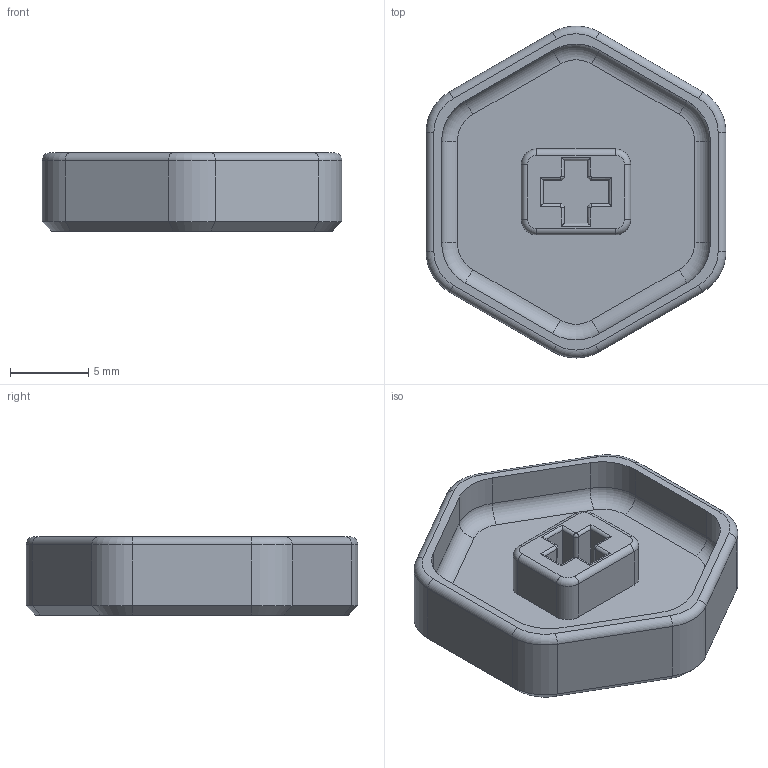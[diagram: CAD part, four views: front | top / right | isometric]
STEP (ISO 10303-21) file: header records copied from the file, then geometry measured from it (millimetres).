
FILE_DESCRIPTION(/* description */ (''),/* implementation_level */ '2;1');
FILE_NAME(/* name */ 'cover-load v1.step',/* time_stamp */ '2020-02-04T10:27:29+01:00',/* author */ (''),/* organization */ (''),/* preprocessor_version */ 'ST-DEVELOPER v18',/* originating_system */ 'Autodesk Translation Framework v8.12.0.6',/* authorisation */ '');
FILE_SCHEMA (('AUTOMOTIVE_DESIGN { 1 0 10303 214 3 1 1 }'));
Length unit declared in the file: millimetre
Products named in the file (1): cover-load
Bounding box: 19.2 x 21.24 x 5 mm (x, y, z)
Volume: 861.9 mm3; surface area: 1217 mm2
Topology: 1 solids, 1 shells, 130 faces, 312 edges, 188 vertices
Faces by surface type: plane 49, cylinder 48, torus 16, bspline 11, cone 6
Entity records: 3828 total; most frequent: CARTESIAN_POINT 754, DIRECTION 652, ORIENTED_EDGE 624, EDGE_CURVE 312, AXIS2_PLACEMENT_3D 234, VERTEX_POINT 188, LINE 184, VECTOR 184
